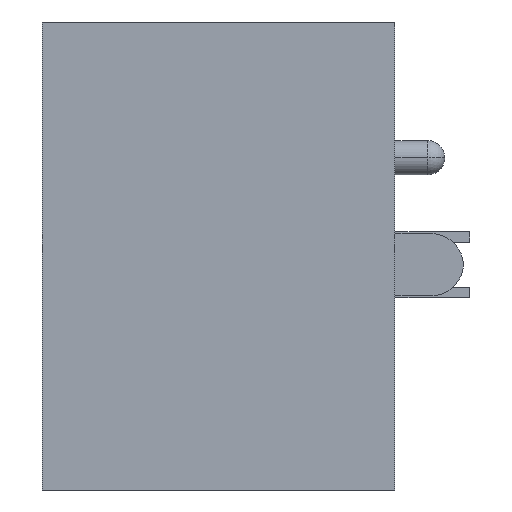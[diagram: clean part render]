
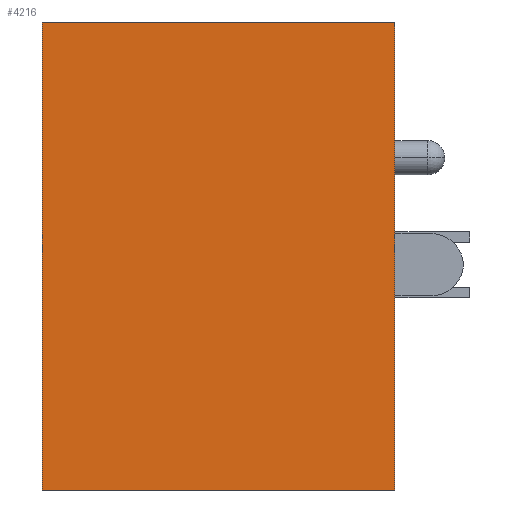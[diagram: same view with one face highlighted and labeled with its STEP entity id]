
A CAD part, left-side view. The second image highlights one B-rep face of the part: STEP entity #4216.
In plain terms, the highlighted planar face has unit normal (-1, 0, 0).
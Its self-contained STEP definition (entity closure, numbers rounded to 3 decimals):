
#112 = VERTEX_POINT('',#113);
#113 = CARTESIAN_POINT('',(-8.09,-5.65,0.));
#119 = EDGE_CURVE('',#112,#120,#122,.T.);
#120 = VERTEX_POINT('',#121);
#121 = CARTESIAN_POINT('',(-8.09,5.65,0.));
#122 = LINE('',#123,#124);
#123 = CARTESIAN_POINT('',(-8.09,-5.65,0.));
#124 = VECTOR('',#125,1.);
#125 = DIRECTION('',(0.,1.,0.));
#1234 = EDGE_CURVE('',#120,#1235,#1237,.T.);
#1235 = VERTEX_POINT('',#1236);
#1236 = CARTESIAN_POINT('',(-8.09,5.65,-15.));
#1237 = LINE('',#1238,#1239);
#1238 = CARTESIAN_POINT('',(-8.09,5.65,0.));
#1239 = VECTOR('',#1240,1.);
#1240 = DIRECTION('',(0.,0.,-1.));
#4216 = ADVANCED_FACE('',(#4217),#4235,.T.);
#4217 = FACE_BOUND('',#4218,.F.);
#4218 = EDGE_LOOP('',(#4219,#4220,#4228,#4234));
#4219 = ORIENTED_EDGE('',*,*,#119,.F.);
#4220 = ORIENTED_EDGE('',*,*,#4221,.T.);
#4221 = EDGE_CURVE('',#112,#4222,#4224,.T.);
#4222 = VERTEX_POINT('',#4223);
#4223 = CARTESIAN_POINT('',(-8.09,-5.65,-15.));
#4224 = LINE('',#4225,#4226);
#4225 = CARTESIAN_POINT('',(-8.09,-5.65,0.));
#4226 = VECTOR('',#4227,1.);
#4227 = DIRECTION('',(0.,0.,-1.));
#4228 = ORIENTED_EDGE('',*,*,#4229,.T.);
#4229 = EDGE_CURVE('',#4222,#1235,#4230,.T.);
#4230 = LINE('',#4231,#4232);
#4231 = CARTESIAN_POINT('',(-8.09,-5.65,-15.));
#4232 = VECTOR('',#4233,1.);
#4233 = DIRECTION('',(0.,1.,0.));
#4234 = ORIENTED_EDGE('',*,*,#1234,.F.);
#4235 = PLANE('',#4236);
#4236 = AXIS2_PLACEMENT_3D('',#4237,#4238,#4239);
#4237 = CARTESIAN_POINT('',(-8.09,-5.65,0.));
#4238 = DIRECTION('',(-1.,0.,0.));
#4239 = DIRECTION('',(0.,1.,0.));
